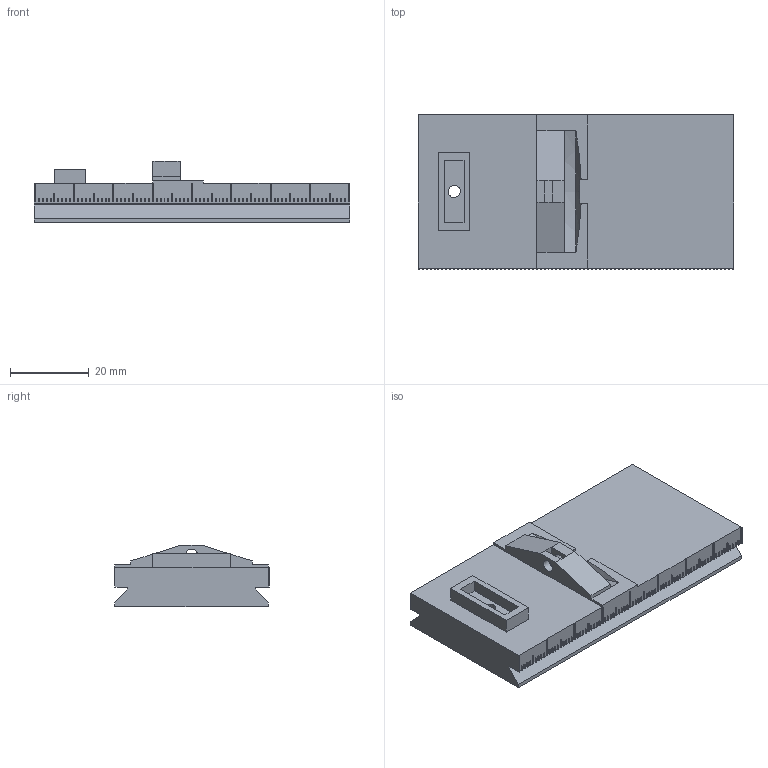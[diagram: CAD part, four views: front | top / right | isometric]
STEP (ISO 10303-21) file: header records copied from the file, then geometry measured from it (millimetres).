
FILE_DESCRIPTION(/* description */ (''),/* implementation_level */ '2;1');
FILE_NAME(/* name */ 'Camera_Calibration_Slider',/* time_stamp */ '2024-11-12T14:49:13+01:00',/* author */ (''),/* organization */ (''),/* preprocessor_version */ 'ST-DEVELOPER v19.2',/* originating_system */ 'Rhino 8.12',/* authorisation */ '');
FILE_SCHEMA (('CONFIG_CONTROL_DESIGN'));
Length unit declared in the file: millimetre
Products named in the file (1): Document
Bounding box: 80.25 x 39.25 x 15.6 mm (x, y, z)
Volume: 25183.4 mm3; surface area: 10918.3 mm2
Topology: 1 solids, 1 shells, 392 faces, 1149 edges, 764 vertices
Faces by surface type: plane 379, cylinder 11, bspline 2
Entity records: 11433 total; most frequent: CARTESIAN_POINT 3528, ORIENTED_EDGE 2302, EDGE_CURVE 1151, B_SPLINE_CURVE_WITH_KNOTS 1121, VERTEX_POINT 766, DIRECTION 436, AXIS2_PLACEMENT_3D 413, EDGE_LOOP 403
